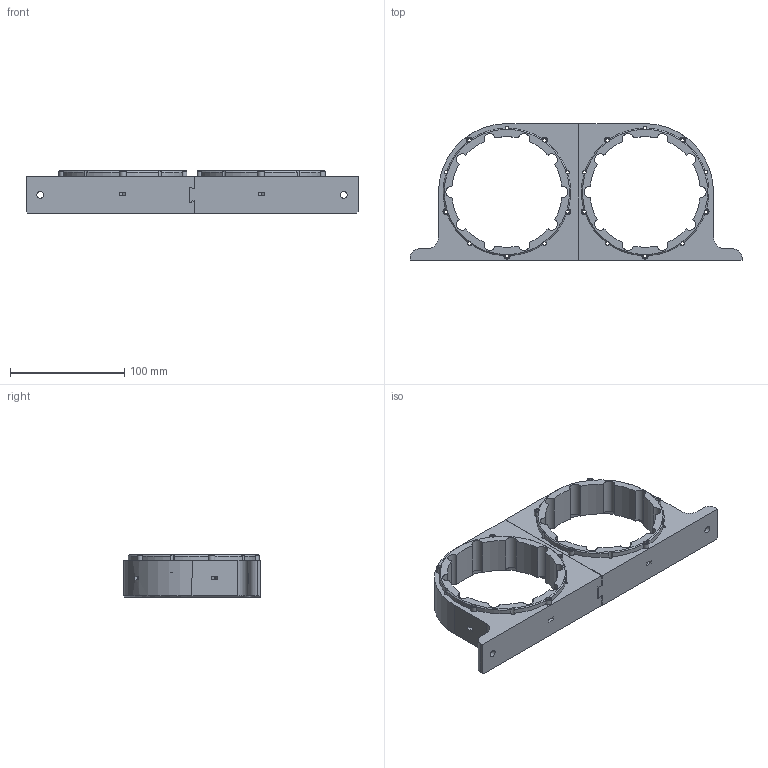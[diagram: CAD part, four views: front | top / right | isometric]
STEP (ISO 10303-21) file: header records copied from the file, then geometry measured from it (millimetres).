
FILE_DESCRIPTION(/* description */ (''),/* implementation_level */ '2;1');
FILE_NAME(/* name */ 'RingGearHolderMountDouble v3.step',/* time_stamp */ '2025-05-04T16:40:55+02:00',/* author */ (''),/* organization */ (''),/* preprocessor_version */ 'ST-DEVELOPER v20.1',/* originating_system */ 'Autodesk Translation Framework v14.4.0.0',/* authorisation */ '');
FILE_SCHEMA (('AUTOMOTIVE_DESIGN { 1 0 10303 214 3 1 1 }'));
Length unit declared in the file: millimetre
Products named in the file (1): Configuration 1
Bounding box: 291.22 x 120 x 37 mm (x, y, z)
Volume: 382863.6 mm3; surface area: 98182.6 mm2
Topology: 2 solids, 2 shells, 300 faces, 894 edges, 592 vertices
Faces by surface type: cylinder 140, plane 124, cone 36
Full cylindrical faces by diameter (mm): 3.1 x30, 5.75 x10, 6 x2
Entity records: 10558 total; most frequent: CARTESIAN_POINT 2080, DIRECTION 1808, ORIENTED_EDGE 1788, EDGE_CURVE 894, AXIS2_PLACEMENT_3D 677, VERTEX_POINT 592, LINE 454, VECTOR 454
